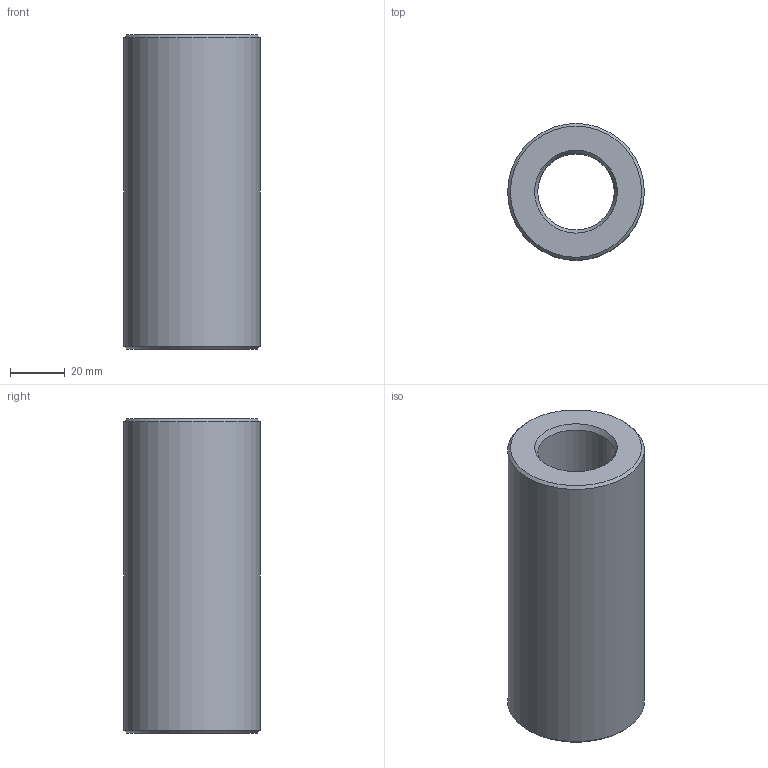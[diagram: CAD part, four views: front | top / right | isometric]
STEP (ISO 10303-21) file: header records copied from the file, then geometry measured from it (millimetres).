
FILE_DESCRIPTION(('STEP AP214'),'1');
FILE_NAME('FAA725.02-Bobine bras.A.2.stp','2024-04-09T09:40:32',(' '),(' '),'Spatial InterOp 3D',' ',' ');
FILE_SCHEMA(('AUTOMOTIVE_DESIGN { 1 0 10303 214 1 1 1 1 }'));
Length unit declared in the file: millimetre
Products named in the file (1): Bobine bras
Bounding box: 50 x 50 x 115 mm (x, y, z)
Volume: 154626.8 mm3; surface area: 30548.6 mm2
Topology: 1 solids, 1 shells, 8 faces, 14 edges, 8 vertices
Faces by surface type: cone 4, plane 2, cylinder 2
Full cylindrical faces by diameter (mm): 28 x1, 50 x1
Entity records: 400 total; most frequent: DIRECTION 34, CARTESIAN_POINT 25, PROPERTY_DEFINITION_REPRESENTATION 24, GENERAL_PROPERTY_ASSOCIATION 24, PROPERTY_DEFINITION 24, REPRESENTATION 24, GENERAL_PROPERTY 24, DESCRIPTIVE_REPRESENTATION_ITEM 24
